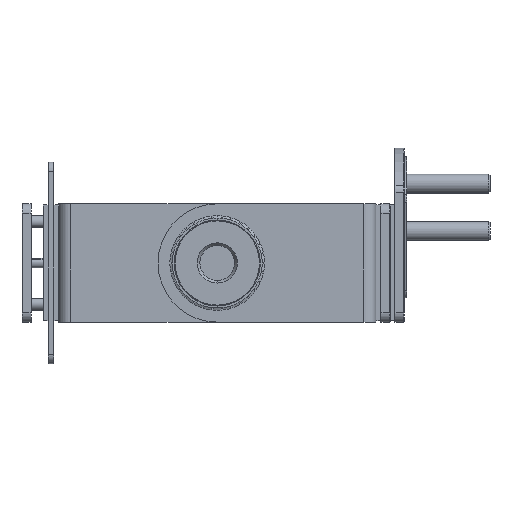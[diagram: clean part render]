
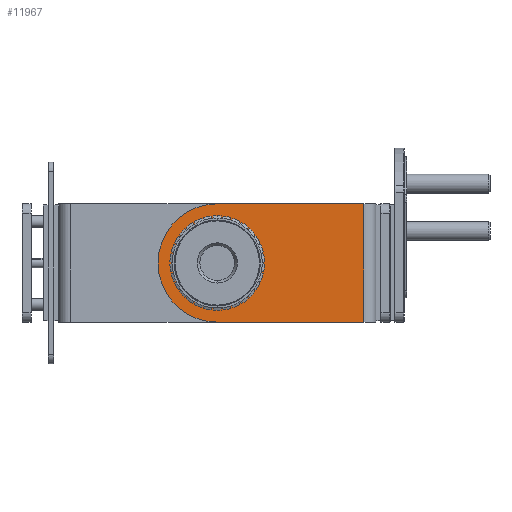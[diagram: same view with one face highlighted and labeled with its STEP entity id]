
A CAD part, left-side view. The second image highlights one B-rep face of the part: STEP entity #11967.
In plain terms, the highlighted planar face has unit normal (-1, 0, 0).
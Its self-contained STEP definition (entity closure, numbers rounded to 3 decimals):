
#11734 = EDGE_CURVE ( 'NONE', #11735, #11738, #49845, .T. ) ;
#11735 = VERTEX_POINT ( 'NONE', #49972 ) ;
#11738 = VERTEX_POINT ( 'NONE', #49969 ) ;
#11767 = EDGE_CURVE ( 'NONE', #11738, #11735, #50079, .T. ) ;
#11830 = VERTEX_POINT ( 'NONE', #50285 ) ;
#11839 = EDGE_CURVE ( 'NONE', #11843, #11830, #50277, .T. ) ;
#11843 = VERTEX_POINT ( 'NONE', #50262 ) ;
#11848 = VERTEX_POINT ( 'NONE', #50345 ) ;
#11853 = VERTEX_POINT ( 'NONE', #50323 ) ;
#11859 = EDGE_CURVE ( 'NONE', #11830, #11853, #50387, .T. ) ;
#11880 = VERTEX_POINT ( 'NONE', #50430 ) ;
#11948 = EDGE_CURVE ( 'NONE', #11853, #11880, #50601, .T. ) ;
#11967 = ADVANCED_FACE ( 'NONE', ( #50702, #50699 ), #50698, .F. ) ;
#11968 = EDGE_LOOP ( 'NONE', ( #11972, #11975 ) ) ;
#11972 = ORIENTED_EDGE ( 'NONE', *, *, #11767, .T. ) ;
#11975 = ORIENTED_EDGE ( 'NONE', *, *, #11734, .T. ) ;
#11978 = EDGE_LOOP ( 'NONE', ( #11981, #11984, #12032, #12040, #12043 ) ) ;
#11981 = ORIENTED_EDGE ( 'NONE', *, *, #11948, .T. ) ;
#11984 = ORIENTED_EDGE ( 'NONE', *, *, #11985, .T. ) ;
#11985 = EDGE_CURVE ( 'NONE', #11880, #11848, #50761, .T. ) ;
#12032 = ORIENTED_EDGE ( 'NONE', *, *, #12034, .F. ) ;
#12034 = EDGE_CURVE ( 'NONE', #11843, #11848, #50869, .T. ) ;
#12040 = ORIENTED_EDGE ( 'NONE', *, *, #11839, .T. ) ;
#12043 = ORIENTED_EDGE ( 'NONE', *, *, #11859, .T. ) ;
#49840 = DIRECTION ( 'NONE',  ( 1., 0., 0. ) ) ;
#49842 = CARTESIAN_POINT ( 'NONE',  ( -44.5, 67., 0. ) ) ;
#49843 = AXIS2_PLACEMENT_3D ( 'NONE', #49842, #49840, #49973 ) ;
#49845 = CIRCLE ( 'NONE', #49843, 3.25 ) ;
#49969 = CARTESIAN_POINT ( 'NONE',  ( -44.5, 67., -3.25 ) ) ;
#49972 = CARTESIAN_POINT ( 'NONE',  ( -44.5, 67., 3.25 ) ) ;
#49973 = DIRECTION ( 'NONE',  ( 0., 1., 0. ) ) ;
#50062 = DIRECTION ( 'NONE',  ( 0., 1., 0. ) ) ;
#50064 = DIRECTION ( 'NONE',  ( 1., 0., 0. ) ) ;
#50066 = CARTESIAN_POINT ( 'NONE',  ( -44.5, 67., 0. ) ) ;
#50068 = AXIS2_PLACEMENT_3D ( 'NONE', #50066, #50064, #50062 ) ;
#50079 = CIRCLE ( 'NONE', #50068, 3.25 ) ;
#50262 = CARTESIAN_POINT ( 'NONE',  ( -44.5, 67., 25. ) ) ;
#50272 = DIRECTION ( 'NONE',  ( 0., 1., 0. ) ) ;
#50274 = DIRECTION ( 'NONE',  ( -1., 0., 0. ) ) ;
#50275 = CARTESIAN_POINT ( 'NONE',  ( -44.5, 67., 0. ) ) ;
#50276 = AXIS2_PLACEMENT_3D ( 'NONE', #50275, #50274, #50272 ) ;
#50277 = CIRCLE ( 'NONE', #50276, 25. ) ;
#50285 = CARTESIAN_POINT ( 'NONE',  ( -44.5, 92., 0. ) ) ;
#50323 = CARTESIAN_POINT ( 'NONE',  ( -44.5, 67., -25. ) ) ;
#50345 = CARTESIAN_POINT ( 'NONE',  ( -44.5, 5., 25. ) ) ;
#50369 = DIRECTION ( 'NONE',  ( 0., 1., 0. ) ) ;
#50371 = DIRECTION ( 'NONE',  ( -1., 0., 0. ) ) ;
#50373 = CARTESIAN_POINT ( 'NONE',  ( -44.5, 67., 0. ) ) ;
#50374 = AXIS2_PLACEMENT_3D ( 'NONE', #50373, #50371, #50369 ) ;
#50387 = CIRCLE ( 'NONE', #50374, 25. ) ;
#50430 = CARTESIAN_POINT ( 'NONE',  ( -44.5, 5., -25. ) ) ;
#50598 = DIRECTION ( 'NONE',  ( 0., -1., 0. ) ) ;
#50599 = VECTOR ( 'NONE', #50598, 1000. ) ;
#50600 = CARTESIAN_POINT ( 'NONE',  ( -44.5, 92., -25. ) ) ;
#50601 = LINE ( 'NONE', #50600, #50599 ) ;
#50688 = DIRECTION ( 'NONE',  ( 0., 1., 0. ) ) ;
#50690 = DIRECTION ( 'NONE',  ( 1., 0., 0. ) ) ;
#50692 = AXIS2_PLACEMENT_3D ( 'NONE', #50696, #50690, #50688 ) ;
#50696 = CARTESIAN_POINT ( 'NONE',  ( -44.5, 92., 25. ) ) ;
#50698 = PLANE ( 'NONE',  #50692 ) ;
#50699 = FACE_OUTER_BOUND ( 'NONE', #11978, .T. ) ;
#50702 = FACE_BOUND ( 'NONE', #11968, .T. ) ;
#50755 = DIRECTION ( 'NONE',  ( 0., 0., 1. ) ) ;
#50757 = VECTOR ( 'NONE', #50755, 1000. ) ;
#50759 = CARTESIAN_POINT ( 'NONE',  ( -44.5, 5., -25. ) ) ;
#50761 = LINE ( 'NONE', #50759, #50757 ) ;
#50864 = DIRECTION ( 'NONE',  ( 0., -1., 0. ) ) ;
#50866 = VECTOR ( 'NONE', #50864, 1000. ) ;
#50867 = CARTESIAN_POINT ( 'NONE',  ( -44.5, 92., 25. ) ) ;
#50869 = LINE ( 'NONE', #50867, #50866 ) ;
